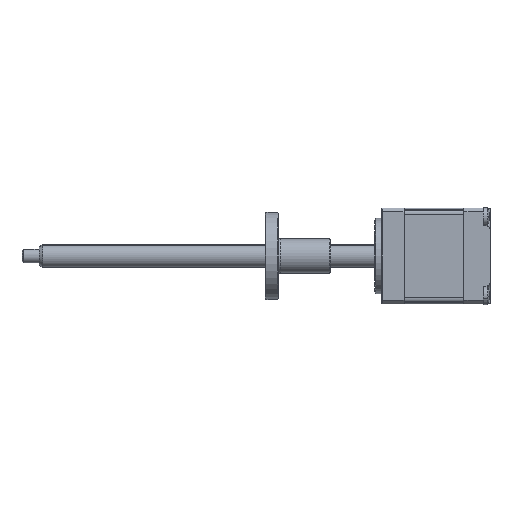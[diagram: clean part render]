
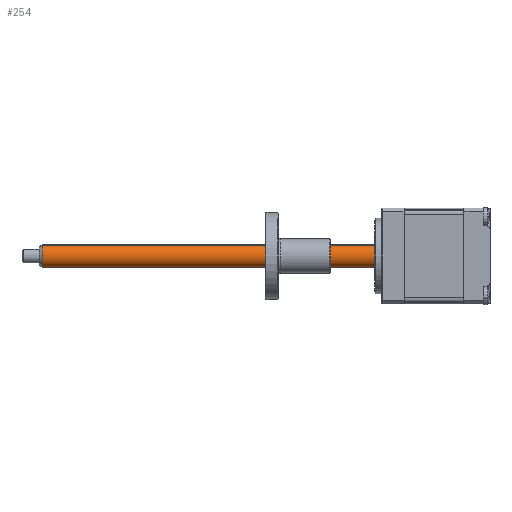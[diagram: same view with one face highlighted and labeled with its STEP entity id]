
A CAD part, left-side view. The second image highlights one B-rep face of the part: STEP entity #254.
In plain terms, the highlighted cylindrical face has radius 3.35 mm (diameter 6.7 mm), a partial arc.
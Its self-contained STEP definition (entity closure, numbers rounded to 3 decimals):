
#254 = ADVANCED_FACE ( 'NONE', ( #3257 ), #7570, .T. ) ;
#400 = LINE ( 'NONE', #1504, #1217 ) ;
#717 = AXIS2_PLACEMENT_3D ( 'NONE', #10018, #4898, #10897 ) ;
#1197 = CARTESIAN_POINT ( 'NONE',  ( -1.059, 14.276, 30.555 ) ) ;
#1217 = VECTOR ( 'NONE', #7504, 1000. ) ;
#1283 = ORIENTED_EDGE ( 'NONE', *, *, #4160, .F. ) ;
#1504 = CARTESIAN_POINT ( 'NONE',  ( -3.852, 114.276, 36.645 ) ) ;
#1739 = VERTEX_POINT ( 'NONE', #3060 ) ;
#1754 = CIRCLE ( 'NONE', #5951, 3.35 ) ;
#2137 = CARTESIAN_POINT ( 'NONE',  ( -2.455, 114.276, 33.6 ) ) ;
#2458 = CARTESIAN_POINT ( 'NONE',  ( -2.455, 14.276, 33.6 ) ) ;
#2830 = CIRCLE ( 'NONE', #717, 3.35 ) ;
#3060 = CARTESIAN_POINT ( 'NONE',  ( -1.059, 113.276, 30.555 ) ) ;
#3153 = CARTESIAN_POINT ( 'NONE',  ( -3.852, 113.276, 36.645 ) ) ;
#3257 = FACE_OUTER_BOUND ( 'NONE', #9684, .T. ) ;
#3302 = DIRECTION ( 'NONE',  ( -0.417, 0., 0.909 ) ) ;
#3391 = EDGE_CURVE ( 'NONE', #7105, #1739, #2830, .T. ) ;
#3545 = VERTEX_POINT ( 'NONE', #9361 ) ;
#4029 = EDGE_CURVE ( 'NONE', #1739, #5009, #9395, .T. ) ;
#4160 = EDGE_CURVE ( 'NONE', #3545, #5009, #1754, .T. ) ;
#4329 = EDGE_CURVE ( 'NONE', #7105, #3545, #400, .T. ) ;
#4729 = DIRECTION ( 'NONE',  ( 0., -1., 0. ) ) ;
#4898 = DIRECTION ( 'NONE',  ( 0., -1., 0. ) ) ;
#5009 = VERTEX_POINT ( 'NONE', #1197 ) ;
#5744 = CARTESIAN_POINT ( 'NONE',  ( -1.059, 114.276, 30.555 ) ) ;
#5951 = AXIS2_PLACEMENT_3D ( 'NONE', #2458, #8431, #3302 ) ;
#7105 = VERTEX_POINT ( 'NONE', #3153 ) ;
#7152 = VECTOR ( 'NONE', #7453, 1000. ) ;
#7285 = DIRECTION ( 'NONE',  ( -0.417, 0., 0.909 ) ) ;
#7453 = DIRECTION ( 'NONE',  ( 0., -1., 0. ) ) ;
#7504 = DIRECTION ( 'NONE',  ( 0., -1., 0. ) ) ;
#7570 = CYLINDRICAL_SURFACE ( 'NONE', #10719, 3.35 ) ;
#8255 = ORIENTED_EDGE ( 'NONE', *, *, #4029, .T. ) ;
#8431 = DIRECTION ( 'NONE',  ( 0., -1., 0. ) ) ;
#9239 = ORIENTED_EDGE ( 'NONE', *, *, #4329, .F. ) ;
#9268 = ORIENTED_EDGE ( 'NONE', *, *, #3391, .T. ) ;
#9361 = CARTESIAN_POINT ( 'NONE',  ( -3.852, 14.276, 36.645 ) ) ;
#9395 = LINE ( 'NONE', #5744, #7152 ) ;
#9684 = EDGE_LOOP ( 'NONE', ( #9268, #8255, #1283, #9239 ) ) ;
#10018 = CARTESIAN_POINT ( 'NONE',  ( -2.455, 113.276, 33.6 ) ) ;
#10719 = AXIS2_PLACEMENT_3D ( 'NONE', #2137, #4729, #7285 ) ;
#10897 = DIRECTION ( 'NONE',  ( 0.417, 0., -0.909 ) ) ;
